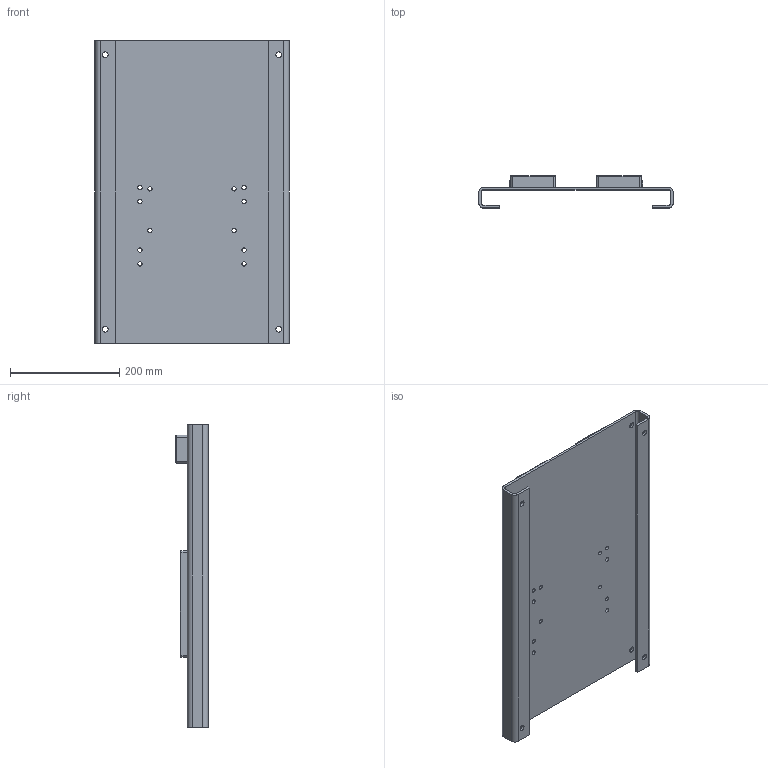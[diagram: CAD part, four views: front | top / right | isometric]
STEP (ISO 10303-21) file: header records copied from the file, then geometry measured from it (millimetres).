
FILE_DESCRIPTION(/* description */ ('BASE PLATE'),/* implementation_level */ '2;1');
FILE_NAME(/* name */ '17701.stp',/* time_stamp */ '2015-05-06T13:06:13-04:00',/* author */ ('mclevenger'),/* organization */ (''),/* preprocessor_version */ 'ST-DEVELOPER v15.6',/* originating_system */ 'Autodesk Inventor 2015',/* authorisation */ '');
FILE_SCHEMA (('AUTOMOTIVE_DESIGN { 1 0 10303 214 3 1 1 }'));
Length unit declared in the file: inch
Products named in the file (1): 17701
Bounding box: 355.6 x 59.18 x 553.47 mm (x, y, z)
Volume: 1674884 mm3; surface area: 565131.2 mm2
Topology: 1 solids, 1 shells, 122 faces, 316 edges, 200 vertices
Faces by surface type: cylinder 60, plane 34, torus 16, cone 12
Full cylindrical faces by diameter (mm): 7.798 x12, 10.414 x8
Entity records: 3625 total; most frequent: DIRECTION 666, CARTESIAN_POINT 583, ORIENTED_EDGE 544, EDGE_CURVE 272, AXIS2_PLACEMENT_3D 271, EDGE_LOOP 198, VERTEX_POINT 188, CIRCLE 148
